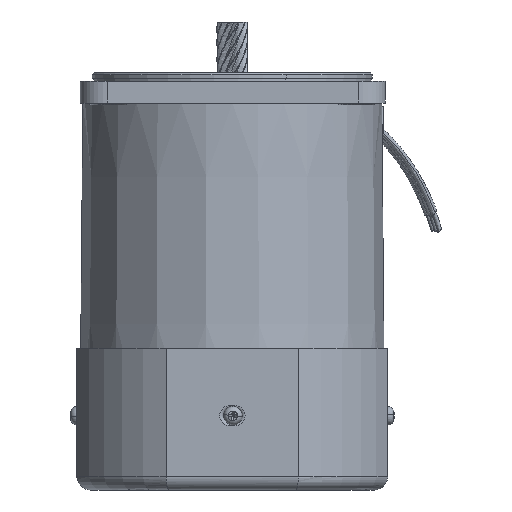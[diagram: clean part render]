
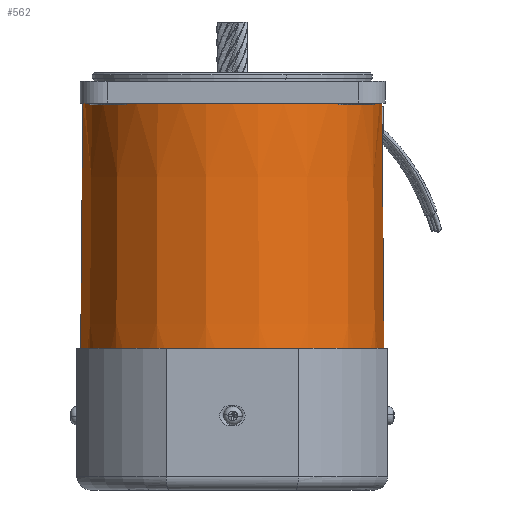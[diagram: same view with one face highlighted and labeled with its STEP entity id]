
A CAD part, left-side view. The second image highlights one B-rep face of the part: STEP entity #562.
In plain terms, the highlighted conical face has half-angle 0.5 degrees and reference radius 45.1 mm.
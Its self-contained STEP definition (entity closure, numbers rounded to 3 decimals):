
#562 = ADVANCED_FACE ( 'NONE', ( #6644 ), #6682, .T. ) ;
#563 = ORIENTED_EDGE ( 'NONE', *, *, #569, .T. ) ;
#564 = ORIENTED_EDGE ( 'NONE', *, *, #581, .F. ) ;
#565 = EDGE_CURVE ( 'NONE', #578, #31393, #6683, .T. ) ;
#568 = ORIENTED_EDGE ( 'NONE', *, *, #565, .T. ) ;
#569 = EDGE_CURVE ( 'NONE', #31393, #30240, #6726, .T. ) ;
#576 = ORIENTED_EDGE ( 'NONE', *, *, #629, .F. ) ;
#578 = VERTEX_POINT ( 'NONE', #6713 ) ;
#579 = VERTEX_POINT ( 'NONE', #6714 ) ;
#580 = EDGE_LOOP ( 'NONE', ( #564, #568, #563, #576 ) ) ;
#581 = EDGE_CURVE ( 'NONE', #578, #579, #6782, .T. ) ;
#629 = EDGE_CURVE ( 'NONE', #579, #30240, #6872, .T. ) ;
#6644 = FACE_OUTER_BOUND ( 'NONE', #580, .T. ) ;
#6660 = AXIS2_PLACEMENT_3D ( 'NONE', #6708, #6733, #6732 ) ;
#6682 = CONICAL_SURFACE ( 'NONE', #6660, 45.1, 0.009 ) ;
#6683 = LINE ( 'NONE', #6729, #6728 ) ;
#6707 = CARTESIAN_POINT ( 'NONE',  ( 11.504, 0., 0. ) ) ;
#6708 = CARTESIAN_POINT ( 'NONE',  ( 0., 0., 0. ) ) ;
#6713 = CARTESIAN_POINT ( 'NONE',  ( 98.5, 0., 44.24 ) ) ;
#6714 = CARTESIAN_POINT ( 'NONE',  ( 98.5, 0., -44.24 ) ) ;
#6722 = DIRECTION ( 'NONE',  ( 0., 0., 1. ) ) ;
#6723 = DIRECTION ( 'NONE',  ( 1., 0., 0. ) ) ;
#6724 = AXIS2_PLACEMENT_3D ( 'NONE', #6707, #6723, #6722 ) ;
#6726 = CIRCLE ( 'NONE', #6724, 45. ) ;
#6727 = DIRECTION ( 'NONE',  ( -1., 0., 0.009 ) ) ;
#6728 = VECTOR ( 'NONE', #6727, 1000. ) ;
#6729 = CARTESIAN_POINT ( 'NONE',  ( 0., 0., 45.1 ) ) ;
#6732 = DIRECTION ( 'NONE',  ( 0., 0., -1. ) ) ;
#6733 = DIRECTION ( 'NONE',  ( -1., 0., 0. ) ) ;
#6778 = DIRECTION ( 'NONE',  ( 0., 0., -1. ) ) ;
#6779 = DIRECTION ( 'NONE',  ( 1., 0., 0. ) ) ;
#6780 = CARTESIAN_POINT ( 'NONE',  ( 98.5, 0., 0. ) ) ;
#6781 = AXIS2_PLACEMENT_3D ( 'NONE', #6780, #6779, #6778 ) ;
#6782 = CIRCLE ( 'NONE', #6781, 44.24 ) ;
#6872 = LINE ( 'NONE', #6930, #6929 ) ;
#6928 = DIRECTION ( 'NONE',  ( -1., 0., -0.009 ) ) ;
#6929 = VECTOR ( 'NONE', #6928, 1000. ) ;
#6930 = CARTESIAN_POINT ( 'NONE',  ( 0., 0., -45.1 ) ) ;
#30240 = VERTEX_POINT ( 'NONE', #36706 ) ;
#31393 = VERTEX_POINT ( 'NONE', #36826 ) ;
#36706 = CARTESIAN_POINT ( 'NONE',  ( 11.504, 0., -45. ) ) ;
#36826 = CARTESIAN_POINT ( 'NONE',  ( 11.504, 0., 45. ) ) ;
